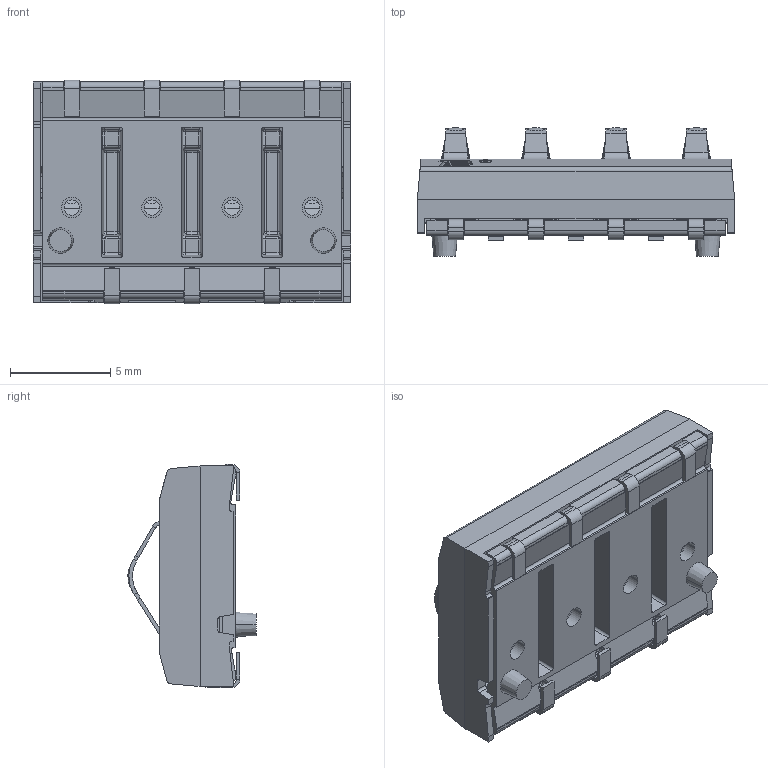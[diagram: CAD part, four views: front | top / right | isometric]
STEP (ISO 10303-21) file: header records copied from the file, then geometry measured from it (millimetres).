
FILE_DESCRIPTION((''),'2;1');
FILE_NAME('33756-73708','2021-04-30T07:45:22',('RICKB'),('Bourns, Inc.'),'CREO PARAMETRIC BY PTC INC, 2018050','CREO PARAMETRIC BY PTC INC, 2018050','');
FILE_SCHEMA(('AUTOMOTIVE_DESIGN { 1 0 10303 214 1 1 1 1 }'));
Length unit declared in the file: inch
Products named in the file (1): 33756-73708
Bounding box: 15.82 x 6.39 x 11.15 mm (x, y, z)
Volume: 312.4 mm3; surface area: 1388 mm2
Topology: 1 solids, 1 shells, 1235 faces, 3335 edges, 2054 vertices
Faces by surface type: plane 807, cylinder 310, bspline 90, sphere 24, cone 4
Entity records: 53596 total; most frequent: CARTESIAN_POINT 12973, ORIENTED_EDGE 6638, DIRECTION 5883, PRESENTATION_STYLE_ASSIGNMENT 3336, STYLED_ITEM 3320, CURVE_STYLE 3319, EDGE_CURVE 3319, VECTOR 2417
